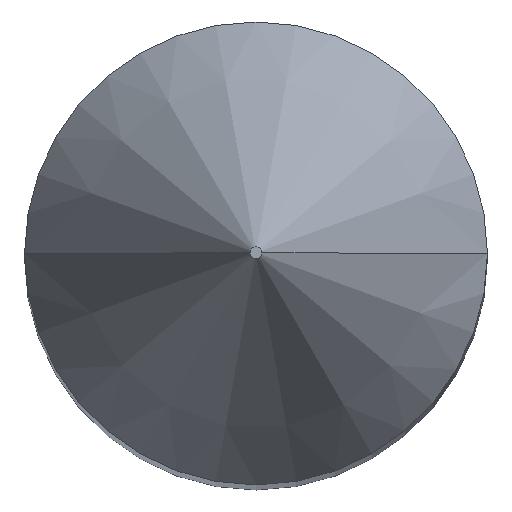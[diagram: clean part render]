
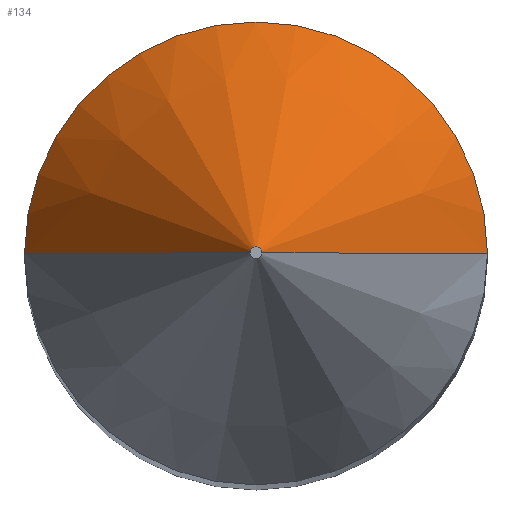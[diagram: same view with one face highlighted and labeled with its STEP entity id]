
A CAD part, top view. The second image highlights one B-rep face of the part: STEP entity #134.
In plain terms, the highlighted conical face has half-angle 30 degrees and reference radius 0.102 mm.
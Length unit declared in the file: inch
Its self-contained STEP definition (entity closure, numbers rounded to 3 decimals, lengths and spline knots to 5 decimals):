
#1 = CARTESIAN_POINT ( 'NONE',  ( 0.004, 0., 2.5 ) ) ;
#4 = CONICAL_SURFACE ( 'NONE', #140, 0.004, 0.524 ) ;
#5 = DIRECTION ( 'NONE',  ( 0.5, 0., -0.866 ) ) ;
#7 = LINE ( 'NONE', #182, #159 ) ;
#8 = LINE ( 'NONE', #29, #27 ) ;
#16 = ORIENTED_EDGE ( 'NONE', *, *, #149, .F. ) ;
#24 = EDGE_CURVE ( 'NONE', #100, #45, #102, .T. ) ;
#27 = VECTOR ( 'NONE', #5, 39.37008 ) ;
#29 = CARTESIAN_POINT ( 'NONE',  ( 0.004, 0., 2.5 ) ) ;
#30 = CARTESIAN_POINT ( 'NONE',  ( 0., 0., 2.5 ) ) ;
#33 = DIRECTION ( 'NONE',  ( -1., 0., 0. ) ) ;
#40 = CARTESIAN_POINT ( 'NONE',  ( 0., 0., 2.5 ) ) ;
#43 = DIRECTION ( 'NONE',  ( 0., 0., -1. ) ) ;
#45 = VERTEX_POINT ( 'NONE', #1 ) ;
#48 = CIRCLE ( 'NONE', #175, 0.15625 ) ;
#60 = CARTESIAN_POINT ( 'NONE',  ( -0.004, 0., 2.5 ) ) ;
#64 = EDGE_LOOP ( 'NONE', ( #211, #85, #130, #16 ) ) ;
#65 = DIRECTION ( 'NONE',  ( 1., 0., 0. ) ) ;
#78 = DIRECTION ( 'NONE',  ( 0., 0., -1. ) ) ;
#85 = ORIENTED_EDGE ( 'NONE', *, *, #24, .T. ) ;
#86 = CARTESIAN_POINT ( 'NONE',  ( 0., 0., 2.2363 ) ) ;
#91 = CARTESIAN_POINT ( 'NONE',  ( -0.15625, 0., 2.2363 ) ) ;
#98 = CARTESIAN_POINT ( 'NONE',  ( 0.15625, 0., 2.2363 ) ) ;
#100 = VERTEX_POINT ( 'NONE', #60 ) ;
#101 = VERTEX_POINT ( 'NONE', #91 ) ;
#102 = CIRCLE ( 'NONE', #223, 0.004 ) ;
#113 = DIRECTION ( 'NONE',  ( 0., 0., -1. ) ) ;
#127 = DIRECTION ( 'NONE',  ( -1., 0., 0. ) ) ;
#130 = ORIENTED_EDGE ( 'NONE', *, *, #170, .T. ) ;
#134 = ADVANCED_FACE ( 'NONE', ( #239 ), #4, .T. ) ;
#140 = AXIS2_PLACEMENT_3D ( 'NONE', #40, #78, #65 ) ;
#149 = EDGE_CURVE ( 'NONE', #101, #213, #48, .T. ) ;
#155 = EDGE_CURVE ( 'NONE', #100, #101, #7, .T. ) ;
#159 = VECTOR ( 'NONE', #216, 39.37008 ) ;
#170 = EDGE_CURVE ( 'NONE', #45, #213, #8, .T. ) ;
#175 = AXIS2_PLACEMENT_3D ( 'NONE', #86, #113, #127 ) ;
#182 = CARTESIAN_POINT ( 'NONE',  ( -0.004, 0., 2.5 ) ) ;
#211 = ORIENTED_EDGE ( 'NONE', *, *, #155, .F. ) ;
#213 = VERTEX_POINT ( 'NONE', #98 ) ;
#216 = DIRECTION ( 'NONE',  ( -0.5, 0., -0.866 ) ) ;
#223 = AXIS2_PLACEMENT_3D ( 'NONE', #30, #43, #33 ) ;
#239 = FACE_OUTER_BOUND ( 'NONE', #64, .T. ) ;
